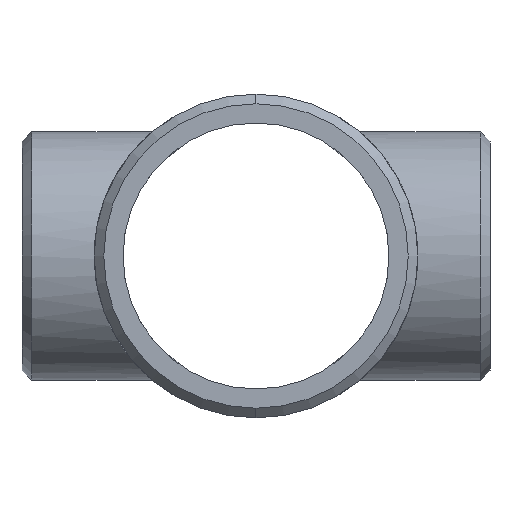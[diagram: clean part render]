
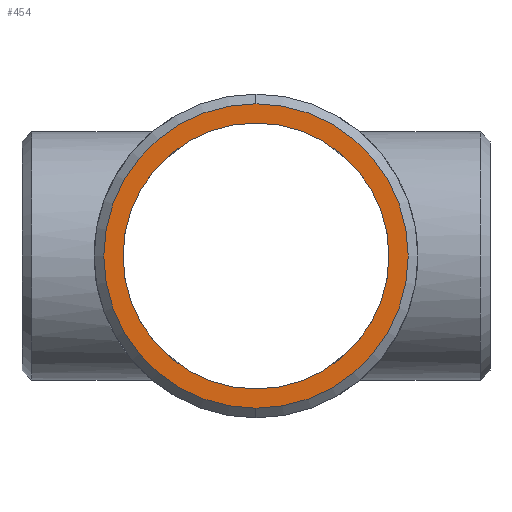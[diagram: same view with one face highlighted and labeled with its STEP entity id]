
A CAD part, left-side view. The second image highlights one B-rep face of the part: STEP entity #454.
In plain terms, the highlighted planar face has unit normal (-1, 0, 0).
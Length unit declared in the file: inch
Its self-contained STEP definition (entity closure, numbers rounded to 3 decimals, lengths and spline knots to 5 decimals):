
#11 = AXIS2_PLACEMENT_3D ( 'NONE', #1446, #609, #384 ) ;
#88 = CIRCLE ( 'NONE', #547, 6.58333 ) ;
#129 = CARTESIAN_POINT ( 'NONE',  ( -11., 0., 0. ) ) ;
#209 = EDGE_LOOP ( 'NONE', ( #1219, #349 ) ) ;
#263 = EDGE_LOOP ( 'NONE', ( #724, #471 ) ) ;
#349 = ORIENTED_EDGE ( 'NONE', *, *, #502, .T. ) ;
#357 = VERTEX_POINT ( 'NONE', #1170 ) ;
#369 = FACE_OUTER_BOUND ( 'NONE', #209, .T. ) ;
#384 = DIRECTION ( 'NONE',  ( 0., 0., -1. ) ) ;
#431 = EDGE_CURVE ( 'NONE', #1525, #458, #1541, .T. ) ;
#454 = ADVANCED_FACE ( 'NONE', ( #369, #835 ), #716, .T. ) ;
#458 = VERTEX_POINT ( 'NONE', #843 ) ;
#471 = ORIENTED_EDGE ( 'NONE', *, *, #688, .T. ) ;
#502 = EDGE_CURVE ( 'NONE', #1306, #357, #1433, .T. ) ;
#547 = AXIS2_PLACEMENT_3D ( 'NONE', #889, #1178, #1426 ) ;
#609 = DIRECTION ( 'NONE',  ( -1., 0., 0. ) ) ;
#617 = DIRECTION ( 'NONE',  ( 0., 0., 1. ) ) ;
#663 = CARTESIAN_POINT ( 'NONE',  ( -11., 0., 0. ) ) ;
#688 = EDGE_CURVE ( 'NONE', #458, #1525, #1127, .T. ) ;
#701 = CARTESIAN_POINT ( 'NONE',  ( -11., 0., 6.58333 ) ) ;
#716 = PLANE ( 'NONE',  #11 ) ;
#724 = ORIENTED_EDGE ( 'NONE', *, *, #431, .T. ) ;
#731 = CARTESIAN_POINT ( 'NONE',  ( -11., 0., 0. ) ) ;
#835 = FACE_BOUND ( 'NONE', #263, .T. ) ;
#843 = CARTESIAN_POINT ( 'NONE',  ( -11., 0., -5.75 ) ) ;
#861 = AXIS2_PLACEMENT_3D ( 'NONE', #129, #1311, #1051 ) ;
#889 = CARTESIAN_POINT ( 'NONE',  ( -11., 0., 0. ) ) ;
#1051 = DIRECTION ( 'NONE',  ( 0., 0., 1. ) ) ;
#1093 = DIRECTION ( 'NONE',  ( -1., 0., 0. ) ) ;
#1127 = CIRCLE ( 'NONE', #1329, 5.75 ) ;
#1152 = AXIS2_PLACEMENT_3D ( 'NONE', #731, #1093, #617 ) ;
#1170 = CARTESIAN_POINT ( 'NONE',  ( -11., 0., -6.58333 ) ) ;
#1178 = DIRECTION ( 'NONE',  ( -1., 0., 0. ) ) ;
#1219 = ORIENTED_EDGE ( 'NONE', *, *, #1291, .T. ) ;
#1267 = CARTESIAN_POINT ( 'NONE',  ( -11., 0., 5.75 ) ) ;
#1291 = EDGE_CURVE ( 'NONE', #357, #1306, #88, .T. ) ;
#1306 = VERTEX_POINT ( 'NONE', #701 ) ;
#1311 = DIRECTION ( 'NONE',  ( 1., 0., 0. ) ) ;
#1329 = AXIS2_PLACEMENT_3D ( 'NONE', #663, #1369, #1356 ) ;
#1356 = DIRECTION ( 'NONE',  ( 0., 0., 1. ) ) ;
#1369 = DIRECTION ( 'NONE',  ( 1., 0., 0. ) ) ;
#1426 = DIRECTION ( 'NONE',  ( 0., 0., 1. ) ) ;
#1433 = CIRCLE ( 'NONE', #1152, 6.58333 ) ;
#1446 = CARTESIAN_POINT ( 'NONE',  ( -11., 0., 0. ) ) ;
#1525 = VERTEX_POINT ( 'NONE', #1267 ) ;
#1541 = CIRCLE ( 'NONE', #861, 5.75 ) ;
